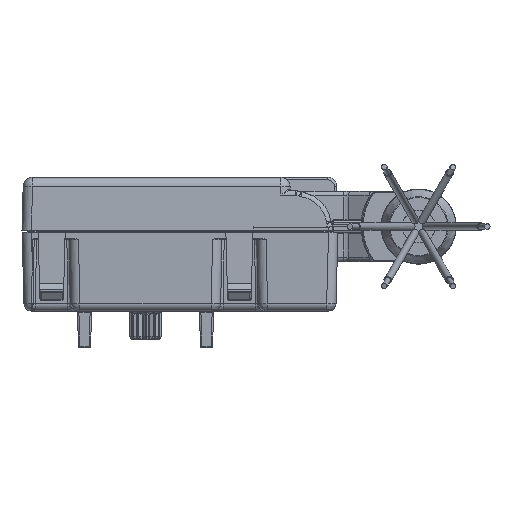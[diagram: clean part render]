
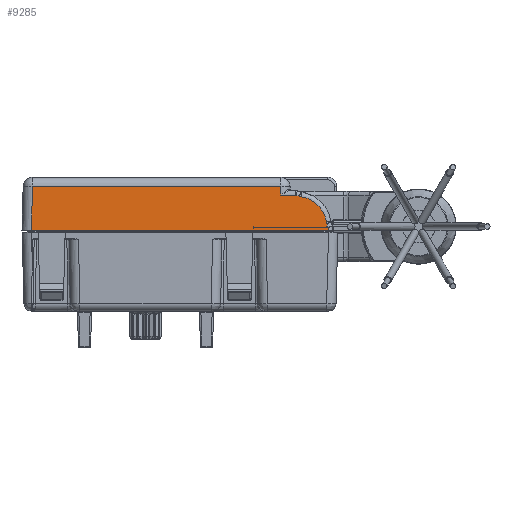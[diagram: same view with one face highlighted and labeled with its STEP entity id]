
A CAD part, front view. The second image highlights one B-rep face of the part: STEP entity #9285.
In plain terms, the highlighted planar face has unit normal (0, -1, 0.026).
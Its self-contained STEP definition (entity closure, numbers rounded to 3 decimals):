
#7514=ELLIPSE('',#24588,2.001,2.);
#7515=ELLIPSE('',#24589,6.402,6.4);
#7516=ELLIPSE('',#24590,2.001,2.);
#9285=ADVANCED_FACE('',(#10653),#9986,.T.);
#9986=PLANE('',#24591);
#10653=FACE_OUTER_BOUND('',#11761,.T.);
#11761=EDGE_LOOP('',(#15006,#15007,#15008,#15009,#15010,#15011,#15012,#15013,
#15014,#15015,#15016));
#15006=ORIENTED_EDGE('',*,*,#20268,.F.);
#15007=ORIENTED_EDGE('',*,*,#20186,.T.);
#15008=ORIENTED_EDGE('',*,*,#20267,.T.);
#15009=ORIENTED_EDGE('',*,*,#20269,.F.);
#15010=ORIENTED_EDGE('',*,*,#20270,.T.);
#15011=ORIENTED_EDGE('',*,*,#20271,.F.);
#15012=ORIENTED_EDGE('',*,*,#20272,.T.);
#15013=ORIENTED_EDGE('',*,*,#20273,.T.);
#15014=ORIENTED_EDGE('',*,*,#20274,.T.);
#15015=ORIENTED_EDGE('',*,*,#20187,.T.);
#15016=ORIENTED_EDGE('',*,*,#20121,.T.);
#18127=VERTEX_POINT('',#35997);
#18131=VERTEX_POINT('',#36011);
#18183=VERTEX_POINT('',#36196);
#18185=VERTEX_POINT('',#36200);
#18186=VERTEX_POINT('',#36204);
#18233=VERTEX_POINT('',#36432);
#18234=VERTEX_POINT('',#36437);
#18235=VERTEX_POINT('',#36439);
#18236=VERTEX_POINT('',#36441);
#18237=VERTEX_POINT('',#36443);
#18238=VERTEX_POINT('',#36445);
#20121=EDGE_CURVE('',#18127,#18131,#21885,.T.);
#20186=EDGE_CURVE('',#18183,#18185,#21922,.T.);
#20187=EDGE_CURVE('',#18186,#18127,#21923,.T.);
#20267=EDGE_CURVE('',#18185,#18233,#21964,.T.);
#20268=EDGE_CURVE('',#18183,#18131,#21965,.T.);
#20269=EDGE_CURVE('',#18234,#18233,#7514,.T.);
#20270=EDGE_CURVE('',#18234,#18235,#7515,.T.);
#20271=EDGE_CURVE('',#18236,#18235,#7516,.T.);
#20272=EDGE_CURVE('',#18236,#18237,#21966,.T.);
#20273=EDGE_CURVE('',#18237,#18238,#21967,.T.);
#20274=EDGE_CURVE('',#18238,#18186,#21968,.T.);
#21885=LINE('',#36013,#22987);
#21922=LINE('',#36201,#23024);
#21923=LINE('',#36203,#23025);
#21964=LINE('',#36433,#23066);
#21965=LINE('',#36435,#23067);
#21966=LINE('',#36442,#23068);
#21967=LINE('',#36444,#23069);
#21968=LINE('',#36446,#23070);
#22987=VECTOR('',#27902,1.);
#23024=VECTOR('',#28007,1.);
#23025=VECTOR('',#28010,1.);
#23066=VECTOR('',#28153,1.);
#23067=VECTOR('',#28156,1.);
#23068=VECTOR('',#28163,1.);
#23069=VECTOR('',#28164,1.);
#23070=VECTOR('',#28165,1.);
#24588=AXIS2_PLACEMENT_3D('',#36436,#28157,#28158);
#24589=AXIS2_PLACEMENT_3D('',#36438,#28159,#28160);
#24590=AXIS2_PLACEMENT_3D('',#36440,#28161,#28162);
#24591=AXIS2_PLACEMENT_3D('',#36447,#28166,#28167);
#27902=DIRECTION('',(-0.026,-0.026,-0.999));
#28007=DIRECTION('',(0.,0.026,1.));
#28010=DIRECTION('',(-1.,0.,0.));
#28153=DIRECTION('',(-0.342,0.025,0.939));
#28156=DIRECTION('',(-1.,0.,0.));
#28157=DIRECTION('',(0.,-1.,0.026));
#28158=DIRECTION('',(0.,-0.026,-1.));
#28159=DIRECTION('',(0.,-1.,0.026));
#28160=DIRECTION('',(0.,-0.026,-1.));
#28161=DIRECTION('',(0.,-1.,0.026));
#28162=DIRECTION('',(0.,-0.026,-1.));
#28163=DIRECTION('',(-0.94,0.009,0.342));
#28164=DIRECTION('',(-1.,0.,0.));
#28165=DIRECTION('',(0.,0.026,1.));
#28166=DIRECTION('',(0.,-1.,0.026));
#28167=DIRECTION('',(0.,-0.026,-1.));
#35997=CARTESIAN_POINT('',(6.923,0.224,9.052));
#36011=CARTESIAN_POINT('',(6.678,-0.021,-0.3));
#36013=CARTESIAN_POINT('',(6.744,0.045,2.208));
#36196=CARTESIAN_POINT('',(69.9,-0.021,-0.3));
#36200=CARTESIAN_POINT('',(69.9,-0.004,0.35));
#36201=CARTESIAN_POINT('',(69.9,0.,0.5));
#36203=CARTESIAN_POINT('',(4.975,0.224,9.052));
#36204=CARTESIAN_POINT('',(59.8,0.224,9.052));
#36432=CARTESIAN_POINT('',(69.625,0.016,1.105));
#36433=CARTESIAN_POINT('',(69.598,0.018,1.179));
#36435=CARTESIAN_POINT('',(72.,-0.021,-0.3));
#36436=CARTESIAN_POINT('',(71.505,0.034,1.789));
#36437=CARTESIAN_POINT('',(69.527,0.026,1.488));
#36438=CARTESIAN_POINT('',(63.2,0.001,0.526));
#36439=CARTESIAN_POINT('',(64.162,0.166,6.853));
#36440=CARTESIAN_POINT('',(64.463,0.218,8.831));
#36441=CARTESIAN_POINT('',(63.779,0.169,6.951));
#36442=CARTESIAN_POINT('',(62.866,0.178,7.283));
#36443=CARTESIAN_POINT('',(63.024,0.176,7.226));
#36444=CARTESIAN_POINT('',(59.8,0.176,7.226));
#36445=CARTESIAN_POINT('',(59.8,0.176,7.226));
#36446=CARTESIAN_POINT('',(59.8,0.275,11.));
#36447=CARTESIAN_POINT('',(72.,0.,0.5));
